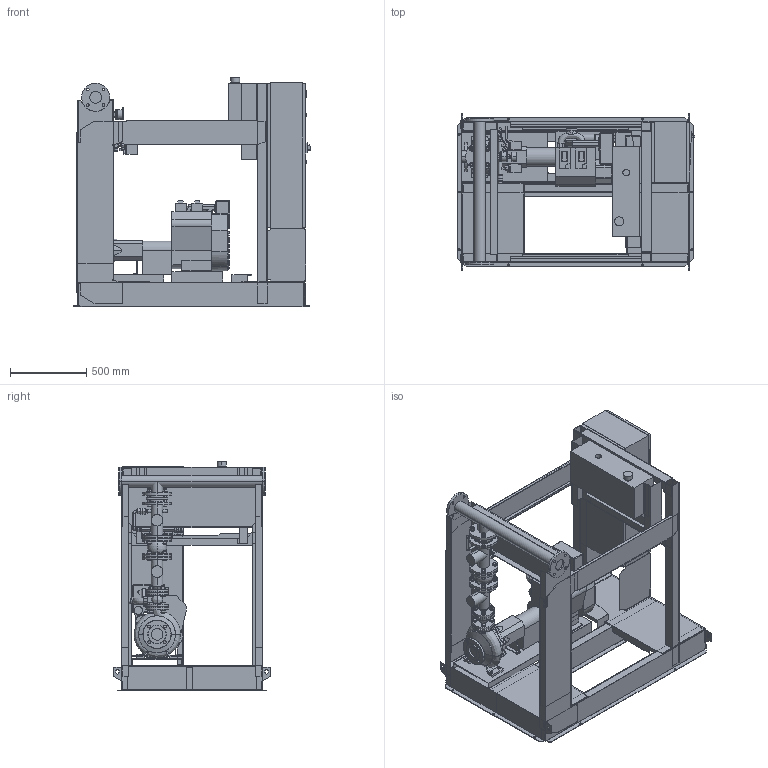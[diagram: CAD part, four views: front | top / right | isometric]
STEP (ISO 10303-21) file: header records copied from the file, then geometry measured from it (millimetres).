
FILE_DESCRIPTION((''),'2;1');
FILE_NAME('3d_Sifire-EN-40_200-180-10.5D-4183796.stp','2015-05-26T10:30:54',(''),(''),'Mechanical Desktop 2009','Mechanical Desktop 2009',', , ');
FILE_SCHEMA(('CONFIG_CONTROL_DESIGN'));
Length unit declared in the file: millimetre
Products named in the file (1): Product
Bounding box: 1554.5 x 1026 x 1500 mm (x, y, z)
Volume: 216624910.1 mm3; surface area: 20397600 mm2
Topology: 119 solids, 119 shells, 2890 faces, 6981 edges, 4435 vertices
Faces by surface type: plane 1176, bspline 877, cylinder 495, cone 274, torus 58, sphere 10
Entity records: 94533 total; most frequent: CARTESIAN_POINT 30745, ORIENTED_EDGE 13946, DIRECTION 11969, EDGE_CURVE 6973, VERTEX_POINT 4435, VECTOR 4145, LINE 4145, AXIS2_PLACEMENT_3D 3912
